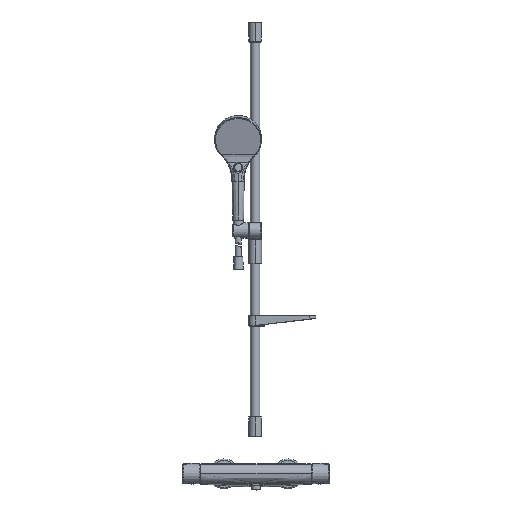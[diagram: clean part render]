
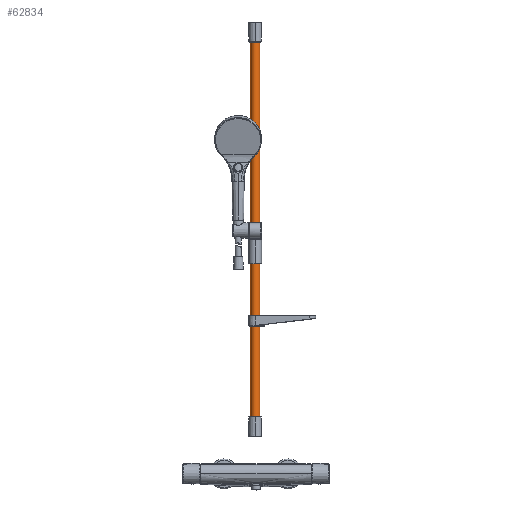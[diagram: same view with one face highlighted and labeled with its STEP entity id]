
A CAD part, top view. The second image highlights one B-rep face of the part: STEP entity #62834.
In plain terms, the highlighted cylindrical face has radius 10.95 mm (diameter 21.9 mm), a partial arc.
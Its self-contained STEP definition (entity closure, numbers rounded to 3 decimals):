
#212 = CARTESIAN_POINT ( 'NONE',  ( -10.95, 783.7, 0. ) ) ;
#1536 = DIRECTION ( 'NONE',  ( 0., 0., -1. ) ) ;
#5857 = VERTEX_POINT ( 'NONE', #55502 ) ;
#8081 = ORIENTED_EDGE ( 'NONE', *, *, #80698, .F. ) ;
#9286 = CYLINDRICAL_SURFACE ( 'NONE', #61475, 10.95 ) ;
#13085 = DIRECTION ( 'NONE',  ( 0., -1., 0. ) ) ;
#15393 = CARTESIAN_POINT ( 'NONE',  ( 0., -416.3, 0. ) ) ;
#17425 = DIRECTION ( 'NONE',  ( 0., -1., 0. ) ) ;
#18213 = CARTESIAN_POINT ( 'NONE',  ( 0., 783.7, 0. ) ) ;
#18481 = ORIENTED_EDGE ( 'NONE', *, *, #30025, .T. ) ;
#21319 = CIRCLE ( 'NONE', #48183, 10.95 ) ;
#22288 = VECTOR ( 'NONE', #13085, 1000. ) ;
#22411 = AXIS2_PLACEMENT_3D ( 'NONE', #70500, #76816, #1536 ) ;
#22828 = VERTEX_POINT ( 'NONE', #37337 ) ;
#28708 = EDGE_CURVE ( 'NONE', #22828, #30634, #56658, .T. ) ;
#29391 = EDGE_CURVE ( 'NONE', #47390, #5857, #21319, .T. ) ;
#30025 = EDGE_CURVE ( 'NONE', #30634, #47390, #40987, .T. ) ;
#30634 = VERTEX_POINT ( 'NONE', #55113 ) ;
#34120 = DIRECTION ( 'NONE',  ( 0., 0., 1. ) ) ;
#37337 = CARTESIAN_POINT ( 'NONE',  ( 10.95, 548.7, 0. ) ) ;
#40040 = CARTESIAN_POINT ( 'NONE',  ( -10.95, -416.3, 0. ) ) ;
#40987 = LINE ( 'NONE', #212, #22288 ) ;
#42097 = VECTOR ( 'NONE', #17425, 1000. ) ;
#43488 = DIRECTION ( 'NONE',  ( -1., 0., 0. ) ) ;
#44153 = EDGE_LOOP ( 'NONE', ( #8081, #75638, #18481, #51813 ) ) ;
#47292 = DIRECTION ( 'NONE',  ( 0., 1., 0. ) ) ;
#47390 = VERTEX_POINT ( 'NONE', #40040 ) ;
#48183 = AXIS2_PLACEMENT_3D ( 'NONE', #15393, #47292, #34120 ) ;
#51813 = ORIENTED_EDGE ( 'NONE', *, *, #29391, .T. ) ;
#55113 = CARTESIAN_POINT ( 'NONE',  ( -10.95, 548.7, 0. ) ) ;
#55502 = CARTESIAN_POINT ( 'NONE',  ( 10.95, -416.3, 0. ) ) ;
#56658 = CIRCLE ( 'NONE', #22411, 10.95 ) ;
#61475 = AXIS2_PLACEMENT_3D ( 'NONE', #18213, #62199, #43488 ) ;
#62199 = DIRECTION ( 'NONE',  ( 0., -1., 0. ) ) ;
#62834 = ADVANCED_FACE ( 'NONE', ( #63353 ), #9286, .T. ) ;
#63353 = FACE_OUTER_BOUND ( 'NONE', #44153, .T. ) ;
#70500 = CARTESIAN_POINT ( 'NONE',  ( 0., 548.7, 0. ) ) ;
#75638 = ORIENTED_EDGE ( 'NONE', *, *, #28708, .T. ) ;
#76816 = DIRECTION ( 'NONE',  ( 0., -1., 0. ) ) ;
#78457 = LINE ( 'NONE', #78726, #42097 ) ;
#78726 = CARTESIAN_POINT ( 'NONE',  ( 10.95, 783.7, 0. ) ) ;
#80698 = EDGE_CURVE ( 'NONE', #22828, #5857, #78457, .T. ) ;
